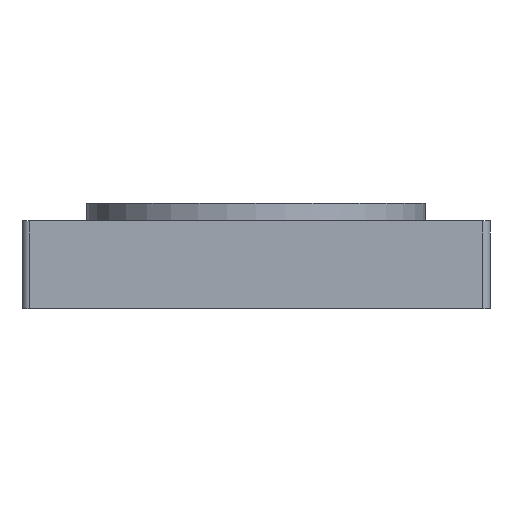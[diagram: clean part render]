
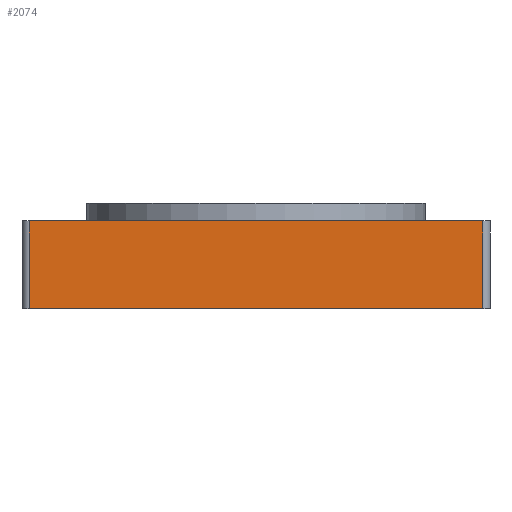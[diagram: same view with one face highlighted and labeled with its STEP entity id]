
A CAD part, front view. The second image highlights one B-rep face of the part: STEP entity #2074.
In plain terms, the highlighted planar face has unit normal (0, -1, 0).
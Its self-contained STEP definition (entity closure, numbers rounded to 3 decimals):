
#355 = VERTEX_POINT ( 'NONE', #7007 ) ;
#900 = PLANE ( 'NONE',  #1880 ) ;
#940 = EDGE_CURVE ( 'NONE', #355, #1195, #9878, .T. ) ;
#1186 = VERTEX_POINT ( 'NONE', #6161 ) ;
#1195 = VERTEX_POINT ( 'NONE', #8805 ) ;
#1490 = LINE ( 'NONE', #9176, #3338 ) ;
#1646 = DIRECTION ( 'NONE',  ( -1., 0., 0. ) ) ;
#1686 = DIRECTION ( 'NONE',  ( 0., 1., 0. ) ) ;
#1764 = DIRECTION ( 'NONE',  ( 1., 0., 0. ) ) ;
#1880 = AXIS2_PLACEMENT_3D ( 'NONE', #7096, #1686, #1646 ) ;
#2074 = ADVANCED_FACE ( 'NONE', ( #5213 ), #900, .F. ) ;
#2191 = ORIENTED_EDGE ( 'NONE', *, *, #2487, .F. ) ;
#2310 = EDGE_LOOP ( 'NONE', ( #9462, #10265, #2191, #10283 ) ) ;
#2428 = DIRECTION ( 'NONE',  ( 0., 0., -1. ) ) ;
#2487 = EDGE_CURVE ( 'NONE', #355, #1186, #8965, .T. ) ;
#3319 = EDGE_CURVE ( 'NONE', #6822, #1186, #1490, .T. ) ;
#3338 = VECTOR ( 'NONE', #4620, 1000. ) ;
#3832 = CARTESIAN_POINT ( 'NONE',  ( 15.5, -110., 0. ) ) ;
#4360 = LINE ( 'NONE', #7177, #6185 ) ;
#4620 = DIRECTION ( 'NONE',  ( 0., 0., 1. ) ) ;
#5103 = VECTOR ( 'NONE', #2428, 1000. ) ;
#5213 = FACE_OUTER_BOUND ( 'NONE', #2310, .T. ) ;
#6161 = CARTESIAN_POINT ( 'NONE',  ( 15.5, -110., 6. ) ) ;
#6185 = VECTOR ( 'NONE', #1764, 1000. ) ;
#6267 = EDGE_CURVE ( 'NONE', #1195, #6822, #4360, .T. ) ;
#6324 = DIRECTION ( 'NONE',  ( 1., 0., 0. ) ) ;
#6822 = VERTEX_POINT ( 'NONE', #3832 ) ;
#7007 = CARTESIAN_POINT ( 'NONE',  ( -15.5, -110., 6. ) ) ;
#7096 = CARTESIAN_POINT ( 'NONE',  ( -16., -110., 6. ) ) ;
#7177 = CARTESIAN_POINT ( 'NONE',  ( -16., -110., 0. ) ) ;
#7807 = CARTESIAN_POINT ( 'NONE',  ( -15.5, -110., 6. ) ) ;
#7855 = VECTOR ( 'NONE', #6324, 1000. ) ;
#8805 = CARTESIAN_POINT ( 'NONE',  ( -15.5, -110., 0. ) ) ;
#8965 = LINE ( 'NONE', #10712, #7855 ) ;
#9176 = CARTESIAN_POINT ( 'NONE',  ( 15.5, -110., 6. ) ) ;
#9462 = ORIENTED_EDGE ( 'NONE', *, *, #6267, .T. ) ;
#9878 = LINE ( 'NONE', #7807, #5103 ) ;
#10265 = ORIENTED_EDGE ( 'NONE', *, *, #3319, .T. ) ;
#10283 = ORIENTED_EDGE ( 'NONE', *, *, #940, .T. ) ;
#10712 = CARTESIAN_POINT ( 'NONE',  ( -16., -110., 6. ) ) ;
